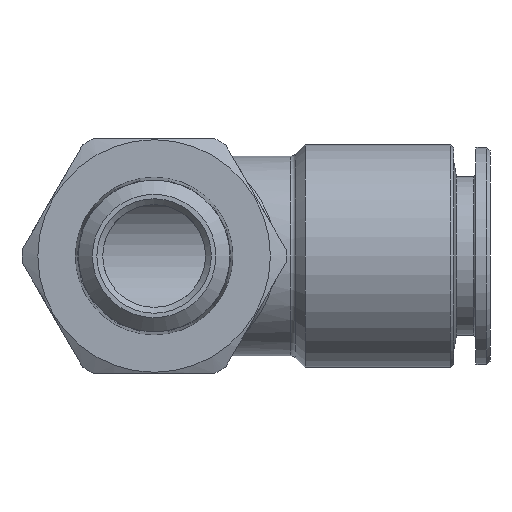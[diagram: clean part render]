
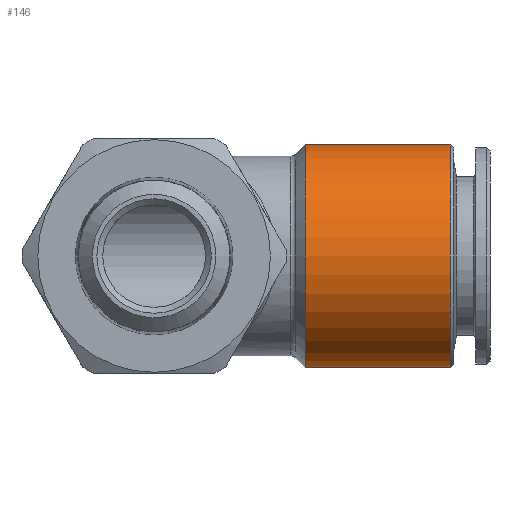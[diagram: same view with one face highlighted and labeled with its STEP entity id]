
A CAD part, front view. The second image highlights one B-rep face of the part: STEP entity #146.
In plain terms, the highlighted cylindrical face has radius 9.5 mm (diameter 19 mm), a full revolution.
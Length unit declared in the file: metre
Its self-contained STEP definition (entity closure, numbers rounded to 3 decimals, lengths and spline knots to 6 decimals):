
#146 = ADVANCED_FACE( 'NONE', ( #321, #322 ), #323, .T. );
#321 = FACE_OUTER_BOUND( '', #837, .T. );
#322 = FACE_OUTER_BOUND( '', #838, .T. );
#323 = CYLINDRICAL_SURFACE( '', #839, 0.0095 );
#837 = EDGE_LOOP( '', ( #1169 ) );
#838 = EDGE_LOOP( '', ( #1170 ) );
#839 = AXIS2_PLACEMENT_3D( '', #1171, #1172, #1173 );
#1169 = ORIENTED_EDGE( '', *, *, #1402, .T. );
#1170 = ORIENTED_EDGE( '', *, *, #1404, .T. );
#1171 = CARTESIAN_POINT( '', ( 0., 0., 0. ) );
#1172 = DIRECTION( '', ( 1., 0., 0. ) );
#1173 = DIRECTION( '', ( 0., 0., 1. ) );
#1402 = EDGE_CURVE( 'NONE', #1606, #1606, #1607, .T. );
#1404 = EDGE_CURVE( 'NONE', #1609, #1609, #1610, .T. );
#1606 = VERTEX_POINT( '', #2106 );
#1607 = CIRCLE( '', #2107, 0.0095 );
#1609 = VERTEX_POINT( '', #2109 );
#1610 = CIRCLE( '', #2110, 0.0095 );
#2106 = CARTESIAN_POINT( '', ( 0.01285, 0., -0.0095 ) );
#2107 = AXIS2_PLACEMENT_3D( '', #2442, #2443, #2444 );
#2109 = CARTESIAN_POINT( '', ( 0.0252, 0., 0.0095 ) );
#2110 = AXIS2_PLACEMENT_3D( '', #2445, #2446, #2447 );
#2442 = CARTESIAN_POINT( '', ( 0.01285, 0., 0. ) );
#2443 = DIRECTION( '', ( 1., 0., 0. ) );
#2444 = DIRECTION( '', ( 0., 0., -1. ) );
#2445 = CARTESIAN_POINT( '', ( 0.0252, 0., 0. ) );
#2446 = DIRECTION( '', ( -1., 0., 0. ) );
#2447 = DIRECTION( '', ( 0., 0., 1. ) );
